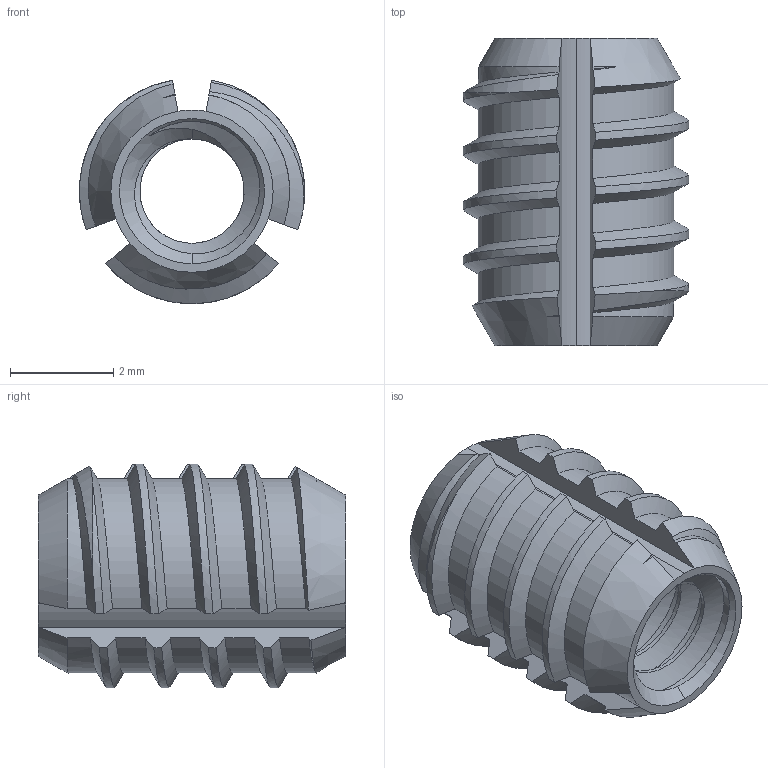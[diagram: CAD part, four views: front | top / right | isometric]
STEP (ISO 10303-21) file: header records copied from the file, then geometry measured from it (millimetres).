
FILE_DESCRIPTION (( 'STEP AP203' ), '1' );
FILE_NAME ('99362A200.STEP', '2018-04-24T19:53:51', ( '' ), ( '' ), 'SwSTEP 2.0', 'SolidWorks 2014', '' );
FILE_SCHEMA (( 'CONFIG_CONTROL_DESIGN' ));
Length unit declared in the file: inch
Products named in the file (1): 99362A200
Bounding box: 4.37 x 5.95 x 4.33 mm (x, y, z)
Volume: 38.1 mm3; surface area: 175 mm2
Topology: 1 solids, 1 shells, 105 faces, 296 edges, 193 vertices
Faces by surface type: bspline 50, cylinder 33, cone 14, plane 8
Entity records: 14118 total; most frequent: CARTESIAN_POINT 11995, ORIENTED_EDGE 592, EDGE_CURVE 296, DIRECTION 257, VERTEX_POINT 193, EDGE_LOOP 107, ADVANCED_FACE 105, FACE_OUTER_BOUND 105
